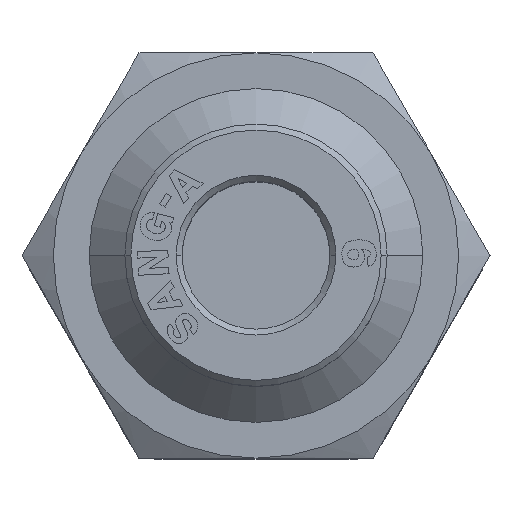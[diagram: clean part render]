
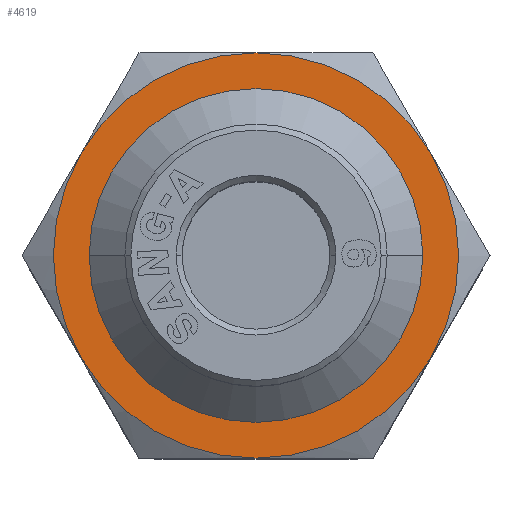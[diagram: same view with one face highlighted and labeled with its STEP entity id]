
A CAD part, top view. The second image highlights one B-rep face of the part: STEP entity #4619.
In plain terms, the highlighted face is planar.
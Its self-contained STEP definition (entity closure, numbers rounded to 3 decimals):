
#151 = CARTESIAN_POINT ( 'NONE',  ( 4.75, 0., -6.99 ) ) ;
#195 = DIRECTION ( 'NONE',  ( 0., 0., 1. ) ) ;
#247 = AXIS2_PLACEMENT_3D ( 'NONE', #4065, #9204, #5532 ) ;
#358 = CARTESIAN_POINT ( 'NONE',  ( 4.75, -4.25, 7.371 ) ) ;
#613 = AXIS2_PLACEMENT_3D ( 'NONE', #4566, #3961, #3153 ) ;
#830 = EDGE_CURVE ( 'NONE', #2301, #1780, #1018, .T. ) ;
#883 = CARTESIAN_POINT ( 'NONE',  ( 4.75, 0., 0.01 ) ) ;
#968 = VERTEX_POINT ( 'NONE', #6798 ) ;
#1018 = CIRCLE ( 'NONE', #7914, 8.5 ) ;
#1019 = CARTESIAN_POINT ( 'NONE',  ( 4.75, 0., 0.01 ) ) ;
#1067 = CARTESIAN_POINT ( 'NONE',  ( 4.75, 0., 0.01 ) ) ;
#1198 = AXIS2_PLACEMENT_3D ( 'NONE', #2497, #3234, #1767 ) ;
#1369 = ORIENTED_EDGE ( 'NONE', *, *, #4609, .F. ) ;
#1534 = ORIENTED_EDGE ( 'NONE', *, *, #6819, .F. ) ;
#1613 = DIRECTION ( 'NONE',  ( 0., -1., 0. ) ) ;
#1767 = DIRECTION ( 'NONE',  ( 0., 0., 1. ) ) ;
#1768 = CARTESIAN_POINT ( 'NONE',  ( 4.75, 8.5, 0.01 ) ) ;
#1780 = VERTEX_POINT ( 'NONE', #358 ) ;
#1805 = CIRCLE ( 'NONE', #8197, 8.5 ) ;
#2073 = CARTESIAN_POINT ( 'NONE',  ( 4.75, 0., 0.01 ) ) ;
#2104 = CARTESIAN_POINT ( 'NONE',  ( 4.75, -8.5, 0.01 ) ) ;
#2105 = VERTEX_POINT ( 'NONE', #3738 ) ;
#2181 = AXIS2_PLACEMENT_3D ( 'NONE', #8205, #3821, #195 ) ;
#2301 = VERTEX_POINT ( 'NONE', #2104 ) ;
#2497 = CARTESIAN_POINT ( 'NONE',  ( 4.75, 0., 0.01 ) ) ;
#2545 = VERTEX_POINT ( 'NONE', #151 ) ;
#2828 = VERTEX_POINT ( 'NONE', #4270 ) ;
#2865 = CARTESIAN_POINT ( 'NONE',  ( 4.75, 4.25, -7.351 ) ) ;
#3007 = DIRECTION ( 'NONE',  ( 1., 0., 0. ) ) ;
#3093 = PLANE ( 'NONE',  #2181 ) ;
#3153 = DIRECTION ( 'NONE',  ( 0., -1., 0. ) ) ;
#3234 = DIRECTION ( 'NONE',  ( 1., 0., 0. ) ) ;
#3738 = CARTESIAN_POINT ( 'NONE',  ( 4.75, 4.25, 7.371 ) ) ;
#3821 = DIRECTION ( 'NONE',  ( -1., 0., 0. ) ) ;
#3961 = DIRECTION ( 'NONE',  ( -1., 0., 0. ) ) ;
#4007 = DIRECTION ( 'NONE',  ( 0., -1., 0. ) ) ;
#4065 = CARTESIAN_POINT ( 'NONE',  ( 4.75, 0., 0.01 ) ) ;
#4144 = VERTEX_POINT ( 'NONE', #2865 ) ;
#4148 = DIRECTION ( 'NONE',  ( 0., -1., 0. ) ) ;
#4230 = FACE_BOUND ( 'NONE', #4628, .T. ) ;
#4270 = CARTESIAN_POINT ( 'NONE',  ( 4.75, -4.25, -7.351 ) ) ;
#4453 = VERTEX_POINT ( 'NONE', #1768 ) ;
#4558 = ORIENTED_EDGE ( 'NONE', *, *, #6314, .F. ) ;
#4566 = CARTESIAN_POINT ( 'NONE',  ( 4.75, 0., 0.01 ) ) ;
#4609 = EDGE_CURVE ( 'NONE', #4453, #4144, #7650, .T. ) ;
#4619 = ADVANCED_FACE ( 'NONE', ( #4230, #7768 ), #3093, .F. ) ;
#4628 = EDGE_LOOP ( 'NONE', ( #7200, #4558 ) ) ;
#4735 = EDGE_LOOP ( 'NONE', ( #1534, #8210, #7236, #5023, #8821, #1369 ) ) ;
#4789 = EDGE_CURVE ( 'NONE', #2828, #2301, #6272, .T. ) ;
#4985 = AXIS2_PLACEMENT_3D ( 'NONE', #7462, #8190, #6702 ) ;
#5023 = ORIENTED_EDGE ( 'NONE', *, *, #4789, .F. ) ;
#5095 = EDGE_CURVE ( 'NONE', #4144, #2828, #5356, .T. ) ;
#5356 = CIRCLE ( 'NONE', #4985, 8.5 ) ;
#5532 = DIRECTION ( 'NONE',  ( 0., -1., 0. ) ) ;
#6040 = CIRCLE ( 'NONE', #247, 8.5 ) ;
#6168 = AXIS2_PLACEMENT_3D ( 'NONE', #883, #3007, #8955 ) ;
#6272 = CIRCLE ( 'NONE', #6939, 8.5 ) ;
#6314 = EDGE_CURVE ( 'NONE', #2545, #968, #9176, .T. ) ;
#6702 = DIRECTION ( 'NONE',  ( 0., -1., 0. ) ) ;
#6798 = CARTESIAN_POINT ( 'NONE',  ( 4.75, 0., 7.01 ) ) ;
#6819 = EDGE_CURVE ( 'NONE', #2105, #4453, #6040, .T. ) ;
#6939 = AXIS2_PLACEMENT_3D ( 'NONE', #2073, #8656, #4148 ) ;
#7173 = CIRCLE ( 'NONE', #1198, 7. ) ;
#7200 = ORIENTED_EDGE ( 'NONE', *, *, #9175, .F. ) ;
#7236 = ORIENTED_EDGE ( 'NONE', *, *, #830, .F. ) ;
#7462 = CARTESIAN_POINT ( 'NONE',  ( 4.75, 0., 0.01 ) ) ;
#7637 = DIRECTION ( 'NONE',  ( -1., 0., 0. ) ) ;
#7650 = CIRCLE ( 'NONE', #613, 8.5 ) ;
#7768 = FACE_OUTER_BOUND ( 'NONE', #4735, .T. ) ;
#7914 = AXIS2_PLACEMENT_3D ( 'NONE', #1067, #8371, #1613 ) ;
#8032 = EDGE_CURVE ( 'NONE', #1780, #2105, #1805, .T. ) ;
#8190 = DIRECTION ( 'NONE',  ( -1., 0., 0. ) ) ;
#8197 = AXIS2_PLACEMENT_3D ( 'NONE', #1019, #7637, #4007 ) ;
#8205 = CARTESIAN_POINT ( 'NONE',  ( 4.75, 0., 0.01 ) ) ;
#8210 = ORIENTED_EDGE ( 'NONE', *, *, #8032, .F. ) ;
#8371 = DIRECTION ( 'NONE',  ( -1., 0., 0. ) ) ;
#8656 = DIRECTION ( 'NONE',  ( -1., 0., 0. ) ) ;
#8821 = ORIENTED_EDGE ( 'NONE', *, *, #5095, .F. ) ;
#8955 = DIRECTION ( 'NONE',  ( 0., 0., 1. ) ) ;
#9175 = EDGE_CURVE ( 'NONE', #968, #2545, #7173, .T. ) ;
#9176 = CIRCLE ( 'NONE', #6168, 7. ) ;
#9204 = DIRECTION ( 'NONE',  ( -1., 0., 0. ) ) ;
